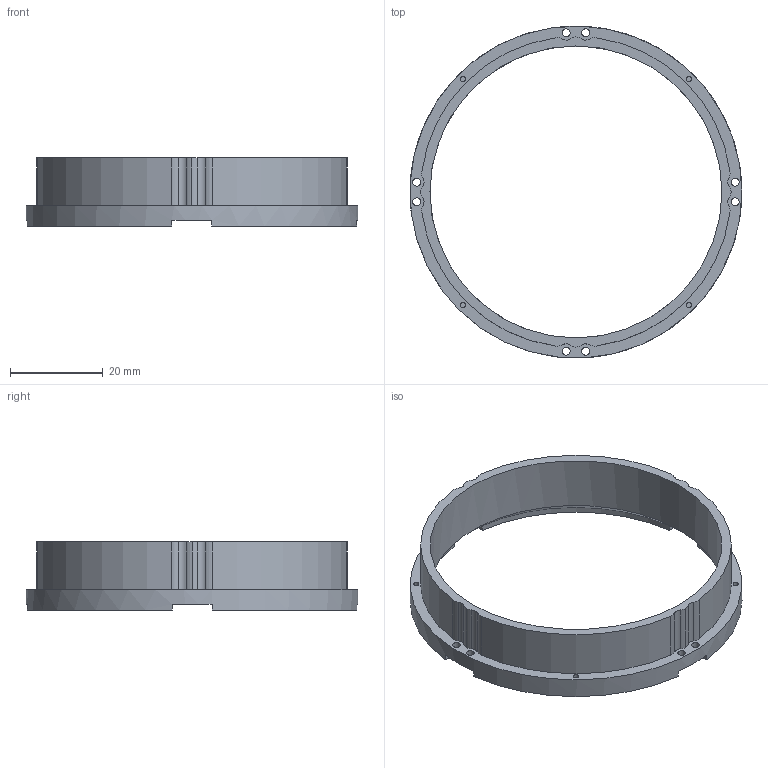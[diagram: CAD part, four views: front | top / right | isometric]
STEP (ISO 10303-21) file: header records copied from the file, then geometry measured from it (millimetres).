
FILE_DESCRIPTION(/* description */ ('STEP AP242','CAx-IF Rec.Pracs.---Representation and Presentation of Product Manufacturing Information (PMI)---4.0---2014-10-13','CAx-IF Rec.Pracs.---3D Tessellated Geometry---0.4---2014-09-14','2;1'),/* implementation_level */ '2;1');
FILE_NAME(/* name */ '61e594a793019b02c8c7e1a5',/* time_stamp */ '2022-01-17T16:09:11+00:00',/* author */ (''),/* organization */ (''),/* preprocessor_version */ 'ST-DEVELOPER v18.101',/* originating_system */ ' ',/* authorisation */ ' ');
FILE_SCHEMA (('AP242_MANAGED_MODEL_BASED_3D_ENGINEERING_MIM_LF { 1 0 10303 442 1 1 4 }'));
Length unit declared in the file: metre
Products named in the file (1): Chamber Protection Ring
Bounding box: 71.6 x 71.59 x 14.73 mm (x, y, z)
Volume: 7319.1 mm3; surface area: 7837.4 mm2
Topology: 1 solids, 1 shells, 69 faces, 188 edges, 125 vertices
Faces by surface type: cylinder 46, plane 22, cone 1
Full cylindrical faces by diameter (mm): 1.143 x4, 1.702 x8, 62.992 x1, 71.628 x1
Entity records: 2130 total; most frequent: DIRECTION 406, CARTESIAN_POINT 348, ORIENTED_EDGE 326, AXIS2_PLACEMENT_3D 173, EDGE_CURVE 163, VERTEX_POINT 115, EDGE_LOOP 106, FACE_BOUND 106
